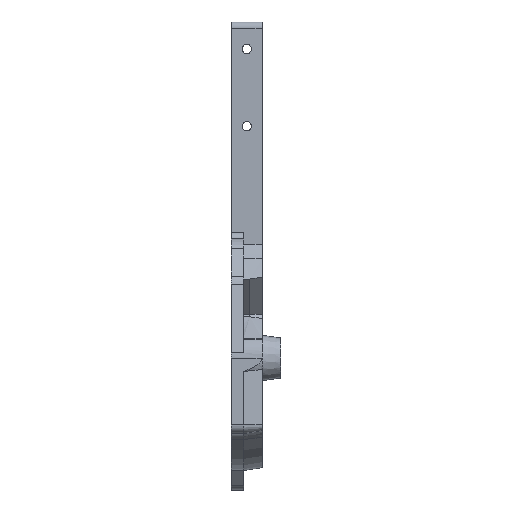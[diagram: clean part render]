
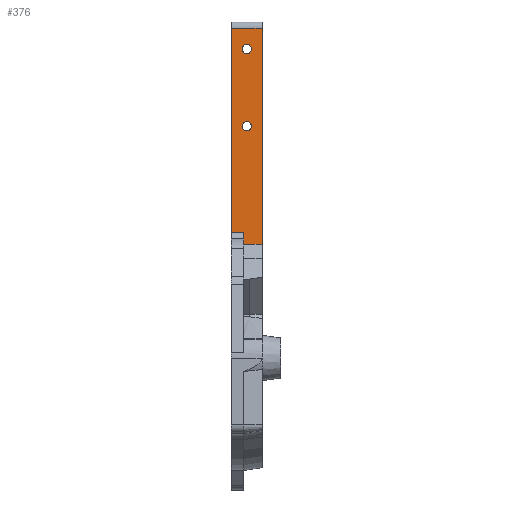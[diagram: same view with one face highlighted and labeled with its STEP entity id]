
A CAD part, front view. The second image highlights one B-rep face of the part: STEP entity #376.
In plain terms, the highlighted planar face has unit normal (0, -1, 0).
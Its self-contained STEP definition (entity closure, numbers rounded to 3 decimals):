
#1 = VECTOR ( 'NONE', #1188, 1000. ) ;
#65 = CARTESIAN_POINT ( 'NONE',  ( -6.5, 232.999, 53.318 ) ) ;
#154 = DIRECTION ( 'NONE',  ( 1., 0., 0. ) ) ;
#189 = AXIS2_PLACEMENT_3D ( 'NONE', #2351, #1932, #2876 ) ;
#336 = ORIENTED_EDGE ( 'NONE', *, *, #2761, .T. ) ;
#374 = LINE ( 'NONE', #2699, #1434 ) ;
#376 = ADVANCED_FACE ( 'NONE', ( #3927, #5734, #1598 ), #1652, .T. ) ;
#514 = CARTESIAN_POINT ( 'NONE',  ( -6.5, 232.999, 54.318 ) ) ;
#516 = CARTESIAN_POINT ( 'NONE',  ( -4., 232.999, 50.702 ) ) ;
#558 = CIRCLE ( 'NONE', #2655, 0.75 ) ;
#584 = VERTEX_POINT ( 'NONE', #516 ) ;
#614 = DIRECTION ( 'NONE',  ( 0., 0., -1. ) ) ;
#622 = AXIS2_PLACEMENT_3D ( 'NONE', #5871, #1851, #1793 ) ;
#683 = CARTESIAN_POINT ( 'NONE',  ( -1.5, 232.999, 53.318 ) ) ;
#813 = CIRCLE ( 'NONE', #2430, 0.75 ) ;
#837 = CARTESIAN_POINT ( 'NONE',  ( 39.454, 232.999, 53.318 ) ) ;
#951 = VERTEX_POINT ( 'NONE', #4116 ) ;
#1005 = CARTESIAN_POINT ( 'NONE',  ( -4., 232.999, 37.452 ) ) ;
#1052 = EDGE_LOOP ( 'NONE', ( #5059, #4673 ) ) ;
#1188 = DIRECTION ( 'NONE',  ( -1., 0., 0. ) ) ;
#1302 = VECTOR ( 'NONE', #3231, 1000. ) ;
#1317 = VECTOR ( 'NONE', #154, 1000. ) ;
#1382 = LINE ( 'NONE', #514, #1503 ) ;
#1409 = CARTESIAN_POINT ( 'NONE',  ( -4., 232.999, 18.408 ) ) ;
#1423 = EDGE_LOOP ( 'NONE', ( #336, #3171 ) ) ;
#1434 = VECTOR ( 'NONE', #4941, 1000. ) ;
#1457 = DIRECTION ( 'NONE',  ( 0., 0., 1. ) ) ;
#1503 = VECTOR ( 'NONE', #1834, 1000. ) ;
#1513 = EDGE_CURVE ( 'NONE', #5631, #3243, #813, .T. ) ;
#1598 = FACE_OUTER_BOUND ( 'NONE', #5716, .T. ) ;
#1630 = CARTESIAN_POINT ( 'NONE',  ( -4.5, 232.999, 18.408 ) ) ;
#1652 = PLANE ( 'NONE',  #5368 ) ;
#1666 = ORIENTED_EDGE ( 'NONE', *, *, #4360, .T. ) ;
#1675 = VERTEX_POINT ( 'NONE', #1630 ) ;
#1793 = DIRECTION ( 'NONE',  ( 0., 0., -1. ) ) ;
#1803 = ORIENTED_EDGE ( 'NONE', *, *, #5340, .F. ) ;
#1834 = DIRECTION ( 'NONE',  ( 0., 0., 1. ) ) ;
#1851 = DIRECTION ( 'NONE',  ( 0., 1., 0. ) ) ;
#1932 = DIRECTION ( 'NONE',  ( 0., 1., 0. ) ) ;
#2306 = LINE ( 'NONE', #1409, #1302 ) ;
#2308 = EDGE_CURVE ( 'NONE', #951, #1675, #2306, .T. ) ;
#2322 = DIRECTION ( 'NONE',  ( 0., 0., -1. ) ) ;
#2351 = CARTESIAN_POINT ( 'NONE',  ( -4., 232.999, 37.452 ) ) ;
#2356 = CIRCLE ( 'NONE', #622, 0.75 ) ;
#2404 = CARTESIAN_POINT ( 'NONE',  ( -6.5, 232.999, 20.318 ) ) ;
#2430 = AXIS2_PLACEMENT_3D ( 'NONE', #1005, #3778, #2322 ) ;
#2477 = CARTESIAN_POINT ( 'NONE',  ( -4.5, 232.999, 20.318 ) ) ;
#2481 = VERTEX_POINT ( 'NONE', #683 ) ;
#2655 = AXIS2_PLACEMENT_3D ( 'NONE', #5175, #5600, #614 ) ;
#2669 = CIRCLE ( 'NONE', #189, 0.75 ) ;
#2699 = CARTESIAN_POINT ( 'NONE',  ( -1.5, 232.999, 54.318 ) ) ;
#2742 = LINE ( 'NONE', #3641, #4663 ) ;
#2761 = EDGE_CURVE ( 'NONE', #4067, #584, #2356, .T. ) ;
#2876 = DIRECTION ( 'NONE',  ( 0., 0., -1. ) ) ;
#2925 = EDGE_CURVE ( 'NONE', #584, #4067, #558, .T. ) ;
#2963 = CARTESIAN_POINT ( 'NONE',  ( 39.454, 232.999, 54.318 ) ) ;
#2975 = LINE ( 'NONE', #837, #1 ) ;
#3010 = LINE ( 'NONE', #2477, #1317 ) ;
#3171 = ORIENTED_EDGE ( 'NONE', *, *, #2925, .T. ) ;
#3231 = DIRECTION ( 'NONE',  ( -1., 0., 0. ) ) ;
#3243 = VERTEX_POINT ( 'NONE', #3267 ) ;
#3267 = CARTESIAN_POINT ( 'NONE',  ( -4., 232.999, 38.202 ) ) ;
#3308 = ORIENTED_EDGE ( 'NONE', *, *, #3847, .F. ) ;
#3432 = CARTESIAN_POINT ( 'NONE',  ( -4., 232.999, 36.702 ) ) ;
#3468 = DIRECTION ( 'NONE',  ( 0., 0., -1. ) ) ;
#3526 = VERTEX_POINT ( 'NONE', #4644 ) ;
#3641 = CARTESIAN_POINT ( 'NONE',  ( -4.5, 232.999, -0.07 ) ) ;
#3778 = DIRECTION ( 'NONE',  ( 0., 1., 0. ) ) ;
#3847 = EDGE_CURVE ( 'NONE', #5201, #4606, #1382, .T. ) ;
#3927 = FACE_BOUND ( 'NONE', #1052, .T. ) ;
#4052 = EDGE_CURVE ( 'NONE', #5201, #3526, #3010, .T. ) ;
#4067 = VERTEX_POINT ( 'NONE', #4836 ) ;
#4116 = CARTESIAN_POINT ( 'NONE',  ( -1.5, 232.999, 18.408 ) ) ;
#4360 = EDGE_CURVE ( 'NONE', #2481, #4606, #2975, .T. ) ;
#4401 = DIRECTION ( 'NONE',  ( 0., -1., 0. ) ) ;
#4481 = ORIENTED_EDGE ( 'NONE', *, *, #4052, .T. ) ;
#4551 = EDGE_CURVE ( 'NONE', #1675, #3526, #2742, .T. ) ;
#4606 = VERTEX_POINT ( 'NONE', #65 ) ;
#4644 = CARTESIAN_POINT ( 'NONE',  ( -4.5, 232.999, 20.318 ) ) ;
#4663 = VECTOR ( 'NONE', #1457, 1000. ) ;
#4673 = ORIENTED_EDGE ( 'NONE', *, *, #5085, .T. ) ;
#4836 = CARTESIAN_POINT ( 'NONE',  ( -4., 232.999, 49.202 ) ) ;
#4941 = DIRECTION ( 'NONE',  ( 0., 0., -1. ) ) ;
#5059 = ORIENTED_EDGE ( 'NONE', *, *, #1513, .T. ) ;
#5085 = EDGE_CURVE ( 'NONE', #3243, #5631, #2669, .T. ) ;
#5175 = CARTESIAN_POINT ( 'NONE',  ( -4., 232.999, 49.952 ) ) ;
#5201 = VERTEX_POINT ( 'NONE', #2404 ) ;
#5340 = EDGE_CURVE ( 'NONE', #2481, #951, #374, .T. ) ;
#5356 = ORIENTED_EDGE ( 'NONE', *, *, #4551, .F. ) ;
#5368 = AXIS2_PLACEMENT_3D ( 'NONE', #2963, #4401, #3468 ) ;
#5424 = ORIENTED_EDGE ( 'NONE', *, *, #2308, .F. ) ;
#5600 = DIRECTION ( 'NONE',  ( 0., 1., 0. ) ) ;
#5631 = VERTEX_POINT ( 'NONE', #3432 ) ;
#5716 = EDGE_LOOP ( 'NONE', ( #3308, #4481, #5356, #5424, #1803, #1666 ) ) ;
#5734 = FACE_BOUND ( 'NONE', #1423, .T. ) ;
#5871 = CARTESIAN_POINT ( 'NONE',  ( -4., 232.999, 49.952 ) ) ;
